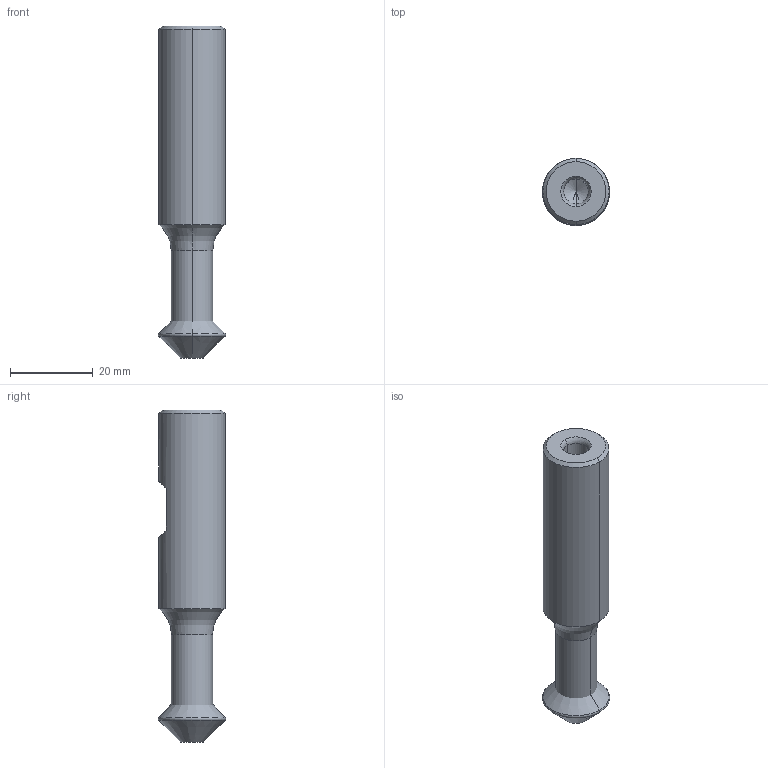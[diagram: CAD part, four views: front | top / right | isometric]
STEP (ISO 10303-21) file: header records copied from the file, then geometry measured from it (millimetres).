
FILE_DESCRIPTION((''),'2;1');
FILE_NAME('15N1E006032W3R00','2015-11-07T',('tewess'),(''),'PRO/ENGINEER BY PARAMETRIC TECHNOLOGY CORPORATION, 2011490','PRO/ENGINEER BY PARAMETRIC TECHNOLOGY CORPORATION, 2011490','');
FILE_SCHEMA(('AUTOMOTIVE_DESIGN { 1 2 10303 214 0 1 1 1 }'));
Length unit declared in the file: millimetre
Products named in the file (3): NOCUT; CUT; 15N1E006032W3R00
Assembly tree (2 placements, depth 2):
  15N1E006032W3R00
    NOCUT
    CUT
Bounding box: 16.28 x 16.28 x 80.21 mm (x, y, z)
Volume: 12939.3 mm3; surface area: 4658.8 mm2
Topology: 2 solids, 2 shells, 41 faces, 87 edges, 48 vertices
Faces by surface type: cone 16, torus 12, cylinder 8, plane 5
Entity records: 1550 total; most frequent: DIRECTION 231, CARTESIAN_POINT 211, ORIENTED_EDGE 162, AXIS2_PLACEMENT_3D 101, PRESENTATION_STYLE_ASSIGNMENT 88, STYLED_ITEM 88, CURVE_STYLE 86, EDGE_CURVE 81
